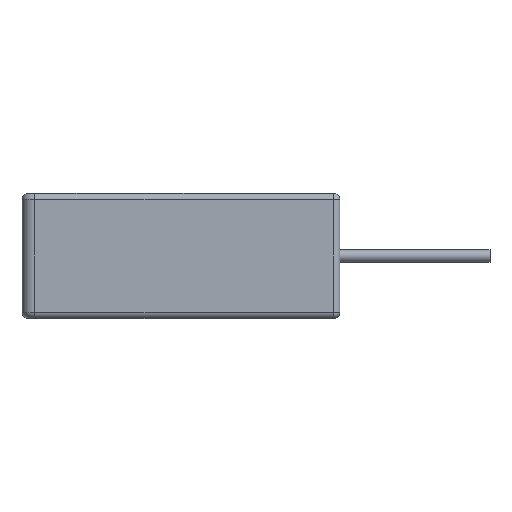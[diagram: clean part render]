
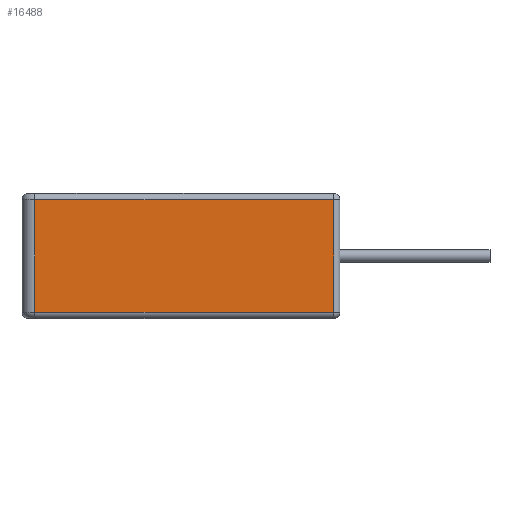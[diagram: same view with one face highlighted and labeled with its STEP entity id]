
A CAD part, left-side view. The second image highlights one B-rep face of the part: STEP entity #16488.
In plain terms, the highlighted planar face has unit normal (-1, 0, 0).
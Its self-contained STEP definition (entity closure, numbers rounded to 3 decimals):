
#275 = DIRECTION ( 'NONE',  ( 0., -1., 0. ) ) ;
#442 = EDGE_CURVE ( 'NONE', #3642, #20317, #17023, .T. ) ;
#2012 = CARTESIAN_POINT ( 'NONE',  ( 0., 11.5, 4.75 ) ) ;
#2780 = EDGE_CURVE ( 'NONE', #20317, #17833, #10269, .T. ) ;
#2934 = VECTOR ( 'NONE', #3948, 1000. ) ;
#3169 = EDGE_LOOP ( 'NONE', ( #16289, #22073, #13278, #15585 ) ) ;
#3642 = VERTEX_POINT ( 'NONE', #2012 ) ;
#3948 = DIRECTION ( 'NONE',  ( 0., 1., 0. ) ) ;
#4261 = VERTEX_POINT ( 'NONE', #15126 ) ;
#6870 = DIRECTION ( 'NONE',  ( 1., 0., 0. ) ) ;
#8498 = FACE_OUTER_BOUND ( 'NONE', #3169, .T. ) ;
#8869 = VECTOR ( 'NONE', #275, 1000. ) ;
#10269 = LINE ( 'NONE', #12990, #8869 ) ;
#10429 = DIRECTION ( 'NONE',  ( 0., 0., -1. ) ) ;
#10586 = AXIS2_PLACEMENT_3D ( 'NONE', #21368, #6870, #23034 ) ;
#10942 = LINE ( 'NONE', #20553, #15692 ) ;
#11032 = EDGE_CURVE ( 'NONE', #4261, #3642, #13683, .T. ) ;
#12585 = PLANE ( 'NONE',  #10586 ) ;
#12990 = CARTESIAN_POINT ( 'NONE',  ( 0., -0.7, 0.25 ) ) ;
#13278 = ORIENTED_EDGE ( 'NONE', *, *, #17187, .T. ) ;
#13320 = DIRECTION ( 'NONE',  ( 0., 0., 1. ) ) ;
#13683 = LINE ( 'NONE', #18394, #2934 ) ;
#14794 = CARTESIAN_POINT ( 'NONE',  ( 0., -0.45, 0.25 ) ) ;
#15126 = CARTESIAN_POINT ( 'NONE',  ( 0., -0.45, 4.75 ) ) ;
#15585 = ORIENTED_EDGE ( 'NONE', *, *, #11032, .T. ) ;
#15692 = VECTOR ( 'NONE', #13320, 1000. ) ;
#16289 = ORIENTED_EDGE ( 'NONE', *, *, #442, .T. ) ;
#16488 = ADVANCED_FACE ( 'NONE', ( #8498 ), #12585, .F. ) ;
#17023 = LINE ( 'NONE', #17445, #19828 ) ;
#17187 = EDGE_CURVE ( 'NONE', #17833, #4261, #10942, .T. ) ;
#17445 = CARTESIAN_POINT ( 'NONE',  ( 0., 11.5, 5. ) ) ;
#17833 = VERTEX_POINT ( 'NONE', #14794 ) ;
#17978 = CARTESIAN_POINT ( 'NONE',  ( 0., 11.5, 0.25 ) ) ;
#18394 = CARTESIAN_POINT ( 'NONE',  ( 0., 0., 4.75 ) ) ;
#19828 = VECTOR ( 'NONE', #10429, 1000. ) ;
#20317 = VERTEX_POINT ( 'NONE', #17978 ) ;
#20553 = CARTESIAN_POINT ( 'NONE',  ( 0., -0.45, 5. ) ) ;
#21368 = CARTESIAN_POINT ( 'NONE',  ( 0., 0., 5. ) ) ;
#22073 = ORIENTED_EDGE ( 'NONE', *, *, #2780, .T. ) ;
#23034 = DIRECTION ( 'NONE',  ( 0., 0., -1. ) ) ;
